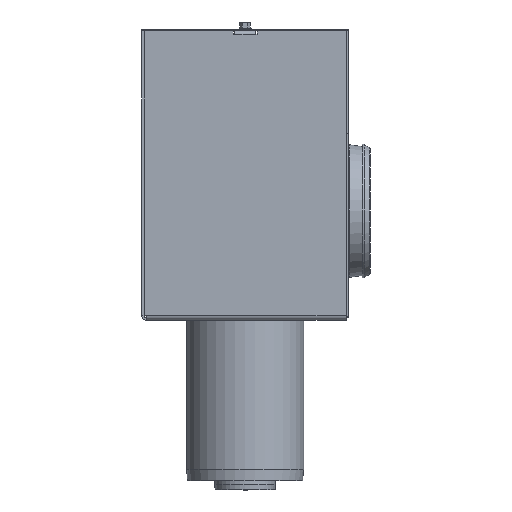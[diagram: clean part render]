
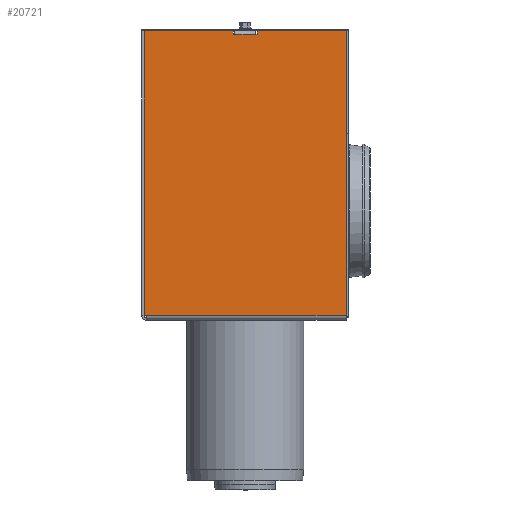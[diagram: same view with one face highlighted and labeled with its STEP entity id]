
A CAD part, left-side view. The second image highlights one B-rep face of the part: STEP entity #20721.
In plain terms, the highlighted planar face has unit normal (-1, 0, 0).
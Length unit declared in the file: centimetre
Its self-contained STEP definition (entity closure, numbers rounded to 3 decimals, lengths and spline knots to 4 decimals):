
#1105=FACE_OUTER_BOUND('',#2188,.T.);
#2188=EDGE_LOOP('',(#14238,#14239,#14240,#14241,#14242,#14243,#14244,#14245,
#14246,#14247,#14248));
#3648=LINE('',#28932,#6280);
#3657=LINE('',#28956,#6289);
#3665=LINE('',#28973,#6297);
#3674=LINE('',#28989,#6306);
#3677=LINE('',#28995,#6309);
#3684=LINE('',#29010,#6316);
#3715=LINE('',#29081,#6347);
#3718=LINE('',#29088,#6350);
#3721=LINE('',#29097,#6353);
#3723=LINE('',#29101,#6355);
#3725=LINE('',#29104,#6357);
#6280=VECTOR('',#23434,10.);
#6289=VECTOR('',#23463,10.);
#6297=VECTOR('',#23475,10.);
#6306=VECTOR('',#23490,10.);
#6309=VECTOR('',#23495,10.);
#6316=VECTOR('',#23506,10.);
#6347=VECTOR('',#23573,10.);
#6350=VECTOR('',#23582,10.);
#6353=VECTOR('',#23595,10.);
#6355=VECTOR('',#23599,10.);
#6357=VECTOR('',#23603,10.);
#8933=VERTEX_POINT('',#28929);
#8934=VERTEX_POINT('',#28931);
#8939=VERTEX_POINT('',#28955);
#8946=VERTEX_POINT('',#28972);
#8950=VERTEX_POINT('',#28987);
#8952=VERTEX_POINT('',#28993);
#8958=VERTEX_POINT('',#29009);
#8979=VERTEX_POINT('',#29079);
#8980=VERTEX_POINT('',#29080);
#8982=VERTEX_POINT('',#29096);
#8983=VERTEX_POINT('',#29100);
#10937=EDGE_CURVE('',#8934,#8933,#3648,.T.);
#10949=EDGE_CURVE('',#8939,#8934,#3657,.T.);
#10957=EDGE_CURVE('',#8946,#8939,#3665,.T.);
#10966=EDGE_CURVE('',#8933,#8950,#3674,.T.);
#10969=EDGE_CURVE('',#8950,#8952,#3677,.T.);
#10976=EDGE_CURVE('',#8946,#8958,#3684,.T.);
#11011=EDGE_CURVE('',#8979,#8980,#3715,.T.);
#11016=EDGE_CURVE('',#8958,#8980,#3718,.T.);
#11021=EDGE_CURVE('',#8979,#8982,#3721,.T.);
#11023=EDGE_CURVE('',#8982,#8983,#3723,.T.);
#11025=EDGE_CURVE('',#8983,#8952,#3725,.T.);
#14238=ORIENTED_EDGE('',*,*,#10969,.T.);
#14239=ORIENTED_EDGE('',*,*,#11025,.F.);
#14240=ORIENTED_EDGE('',*,*,#11023,.F.);
#14241=ORIENTED_EDGE('',*,*,#11021,.F.);
#14242=ORIENTED_EDGE('',*,*,#11011,.T.);
#14243=ORIENTED_EDGE('',*,*,#11016,.F.);
#14244=ORIENTED_EDGE('',*,*,#10976,.F.);
#14245=ORIENTED_EDGE('',*,*,#10957,.T.);
#14246=ORIENTED_EDGE('',*,*,#10949,.T.);
#14247=ORIENTED_EDGE('',*,*,#10937,.T.);
#14248=ORIENTED_EDGE('',*,*,#10966,.T.);
#19769=PLANE('',#21881);
#20721=ADVANCED_FACE('',(#1105),#19769,.F.);
#21881=AXIS2_PLACEMENT_3D('',#29105,#23604,#23605);
#23434=DIRECTION('',(0.,1.,0.));
#23463=DIRECTION('',(0.,1.,0.));
#23475=DIRECTION('',(0.,0.,-1.));
#23490=DIRECTION('',(0.,1.,0.));
#23495=DIRECTION('',(0.,0.,1.));
#23506=DIRECTION('',(0.,-1.,0.));
#23573=DIRECTION('',(0.,-1.,0.));
#23582=DIRECTION('',(0.,0.,-1.));
#23595=DIRECTION('',(0.,1.,0.));
#23599=DIRECTION('',(0.,0.,1.));
#23603=DIRECTION('',(0.,-1.,0.));
#23604=DIRECTION('center_axis',(1.,0.,0.));
#23605=DIRECTION('ref_axis',(0.,-1.,0.));
#28929=CARTESIAN_POINT('',(-135.,9.,397.));
#28931=CARTESIAN_POINT('',(-135.,-9.,397.));
#28932=CARTESIAN_POINT('',(-135.,-5.2728,397.));
#28955=CARTESIAN_POINT('',(-135.,-10.5,397.));
#28956=CARTESIAN_POINT('',(-135.,-5.2728,397.));
#28972=CARTESIAN_POINT('',(-135.,-10.5,400.));
#28973=CARTESIAN_POINT('',(-135.,-10.5,336.8741));
#28987=CARTESIAN_POINT('',(-135.,10.5,397.));
#28989=CARTESIAN_POINT('',(-135.,-5.2728,397.));
#28993=CARTESIAN_POINT('',(-135.,10.5,400.));
#28995=CARTESIAN_POINT('',(-135.,10.5,335.3741));
#29009=CARTESIAN_POINT('',(-135.,-88.,400.));
#29010=CARTESIAN_POINT('',(-135.,87.9293,400.));
#29079=CARTESIAN_POINT('',(-135.,86.,152.));
#29080=CARTESIAN_POINT('',(-135.,-88.,152.));
#29081=CARTESIAN_POINT('',(-135.,-0.5228,152.));
#29088=CARTESIAN_POINT('',(-135.,-88.,147.4761));
#29096=CARTESIAN_POINT('',(-135.,87.9293,152.));
#29097=CARTESIAN_POINT('',(-135.,86.,152.));
#29100=CARTESIAN_POINT('',(-135.,87.9293,400.));
#29101=CARTESIAN_POINT('',(-135.,87.9293,152.));
#29104=CARTESIAN_POINT('',(-135.,87.9293,400.));
#29105=CARTESIAN_POINT('Origin',(-135.,-0.0455,273.7482));
